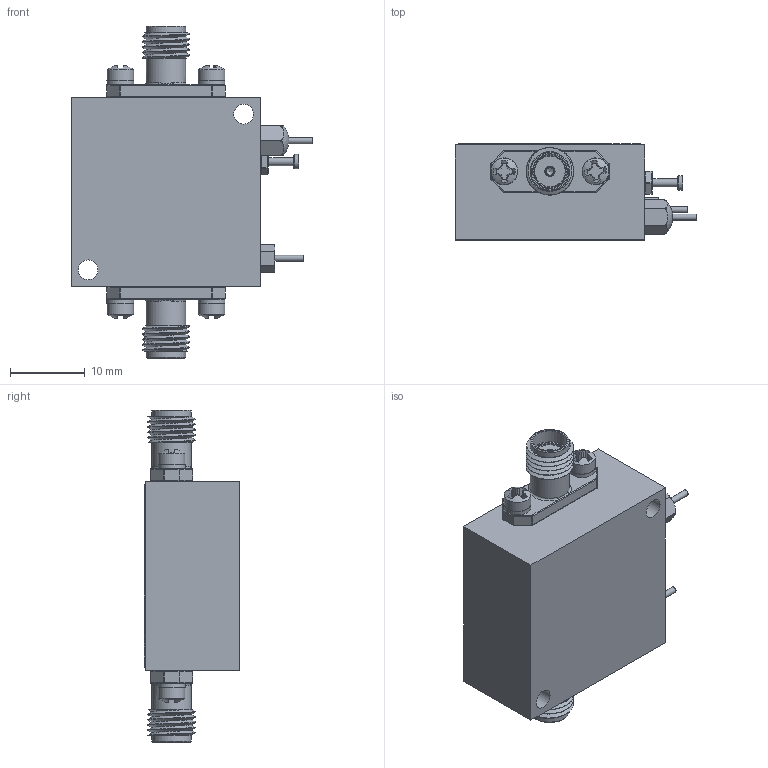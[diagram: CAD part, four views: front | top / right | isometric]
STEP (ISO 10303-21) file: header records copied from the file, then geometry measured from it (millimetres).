
FILE_DESCRIPTION (( 'STEP AP214' ), '1' );
FILE_NAME ('P1T-DC18-60-T-SFF-HSLVT.STEP', '2025-01-15T15:41:13', ( '' ), ( '' ), 'SwSTEP 2.0', 'SolidWorks 2024', '' );
FILE_SCHEMA (( 'AUTOMOTIVE_DESIGN' ));
Length unit declared in the file: inch
Products named in the file (1): P1T-DC18-60-T-SFF-HSLVT
Bounding box: 32.38 x 12.83 x 44.45 mm (x, y, z)
Volume: 8943.3 mm3; surface area: 5585.4 mm2
Topology: 22 solids, 22 shells, 636 faces, 2400 edges, 1934 vertices
Faces by surface type: plane 334, cylinder 130, sphere 62, torus 58, cone 32, bspline 20
Full cylindrical faces by diameter (mm): 0.305 x2, 0.508 x2, 0.762 x2, 0.813 x4, 1.016 x2, 1.067 x1, 1.27 x2, 1.93 x1, 2.057 x1, 2.184 x5, 2.591 x4, 2.642 x2, 2.845 x2, 3.302 x2, 3.556 x4, 4.191 x4, 4.597 x2, 5.283 x4
Entity records: 39805 total; most frequent: CARTESIAN_POINT 11858, ORIENTED_EDGE 4490, DIRECTION 3391, EDGE_CURVE 2245, VERTEX_POINT 1921, LINE 1159, VECTOR 1159, AXIS2_PLACEMENT_3D 1116
